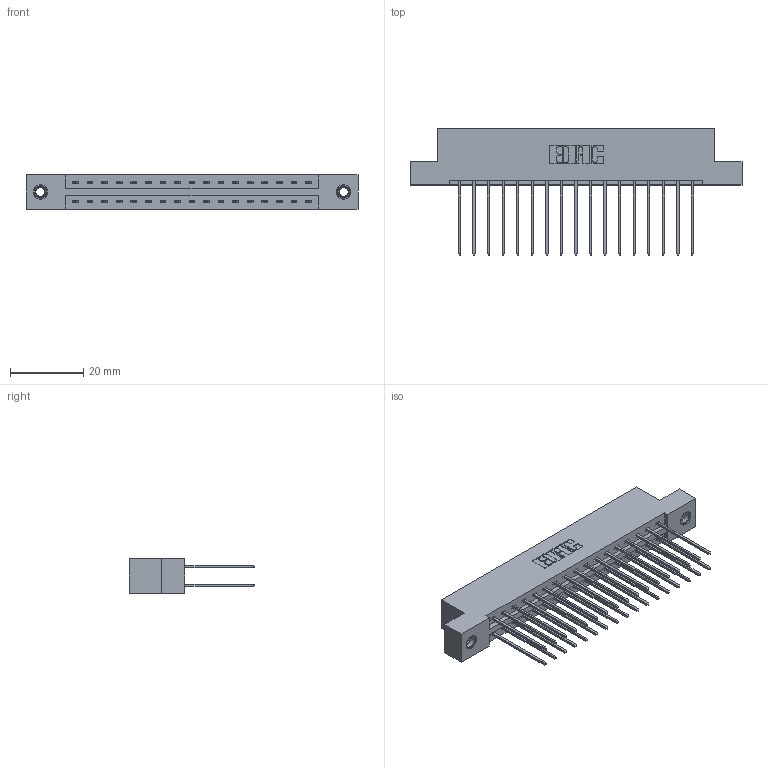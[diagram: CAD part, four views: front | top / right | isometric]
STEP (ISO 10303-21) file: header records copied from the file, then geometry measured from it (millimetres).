
FILE_DESCRIPTION (( 'STEP AP203' ), '1' );
FILE_NAME ('387-034-541-207.STEP', '2019-10-17T17:30:42', ( '' ), ( '' ), 'SwSTEP 2.0', 'SolidWorks 2016', '' );
FILE_SCHEMA (( 'CONFIG_CONTROL_DESIGN' ));
Length unit declared in the file: inch
Products named in the file (4): 345-250-001_345-250-005-103; 337 Part_Flush Mounting Lugs - 0.156 Dia-TI; 345-292-001_345-293-141; 387-034-541-207
Assembly tree (37 placements, depth 2):
  387-034-541-207
    337 Part_Flush Mounting Lugs - 0.156 Dia-TI
    345-292-001_345-293-141  x34
    345-250-001_345-250-005-103  x2
Bounding box: 90.37 x 34.3 x 9.4 mm (x, y, z)
Volume: 9373 mm3; surface area: 11368.4 mm2
Topology: 37 solids, 37 shells, 2010 faces, 5921 edges, 3894 vertices
Faces by surface type: plane 1394, cylinder 600, cone 12, torus 4
Entity records: 17618 total; most frequent: CARTESIAN_POINT 2969, ORIENTED_EDGE 2898, DIRECTION 2603, EDGE_CURVE 1449, LINE 1301, VECTOR 1301, VERTEX_POINT 960, AXIS2_PLACEMENT_3D 651
